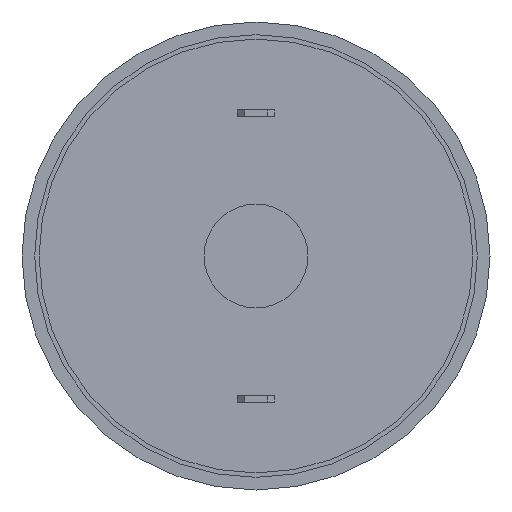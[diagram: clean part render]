
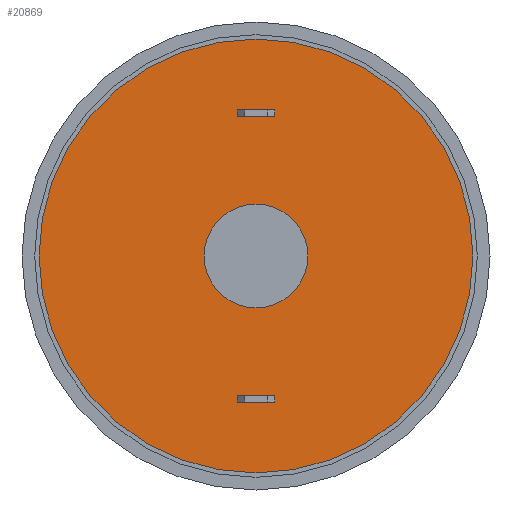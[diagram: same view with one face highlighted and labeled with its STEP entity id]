
A CAD part, front view. The second image highlights one B-rep face of the part: STEP entity #20869.
In plain terms, the highlighted face is planar.
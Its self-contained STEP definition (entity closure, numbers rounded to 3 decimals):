
#20040=CARTESIAN_POINT('',(30.,0.,0.));
#20041=DIRECTION('',(1.,0.,0.));
#20042=DIRECTION('',(0.,0.,-1.));
#20043=AXIS2_PLACEMENT_3D('',#20040,#20041,#20042);
#20045=CARTESIAN_POINT('',(30.,0.,0.));
#20046=DIRECTION('',(-1.,0.,0.));
#20047=DIRECTION('',(0.,0.,-1.));
#20048=AXIS2_PLACEMENT_3D('',#20045,#20046,#20047);
#20050=DIRECTION('',(0.,0.,1.));
#20051=VECTOR('',#20050,0.5);
#20052=CARTESIAN_POINT('',(30.,1.5,-11.55));
#20053=LINE('',#20052,#20051);
#20054=DIRECTION('',(0.,-1.,0.));
#20055=VECTOR('',#20054,3.);
#20056=CARTESIAN_POINT('',(30.,1.5,-11.05));
#20057=LINE('',#20056,#20055);
#20058=DIRECTION('',(0.,0.,-1.));
#20059=VECTOR('',#20058,0.5);
#20060=CARTESIAN_POINT('',(30.,-1.5,-11.05));
#20061=LINE('',#20060,#20059);
#20062=DIRECTION('',(0.,1.,0.));
#20063=VECTOR('',#20062,3.);
#20064=CARTESIAN_POINT('',(30.,-1.5,-11.55));
#20065=LINE('',#20064,#20063);
#20066=DIRECTION('',(0.,-1.,0.));
#20067=VECTOR('',#20066,3.);
#20068=CARTESIAN_POINT('',(30.,1.5,11.55));
#20069=LINE('',#20068,#20067);
#20070=DIRECTION('',(0.,0.,-1.));
#20071=VECTOR('',#20070,0.5);
#20072=CARTESIAN_POINT('',(30.,-1.5,11.55));
#20073=LINE('',#20072,#20071);
#20074=DIRECTION('',(0.,1.,0.));
#20075=VECTOR('',#20074,3.);
#20076=CARTESIAN_POINT('',(30.,-1.5,11.05));
#20077=LINE('',#20076,#20075);
#20078=DIRECTION('',(0.,0.,1.));
#20079=VECTOR('',#20078,0.5);
#20080=CARTESIAN_POINT('',(30.,1.5,11.05));
#20081=LINE('',#20080,#20079);
#20091=CARTESIAN_POINT('',(30.,0.,0.));
#20092=DIRECTION('',(-1.,0.,0.));
#20093=DIRECTION('',(0.,0.,-1.));
#20094=AXIS2_PLACEMENT_3D('',#20091,#20092,#20093);
#20241=CARTESIAN_POINT('',(30.,0.,0.));
#20242=DIRECTION('',(1.,0.,0.));
#20243=DIRECTION('',(0.,0.,-1.));
#20244=AXIS2_PLACEMENT_3D('',#20241,#20242,#20243);
#20619=CARTESIAN_POINT('',(30.,0.,-4.1));
#20621=VERTEX_POINT('',#20619);
#20631=CARTESIAN_POINT('',(30.,0.,4.1));
#20633=VERTEX_POINT('',#20631);
#20642=CARTESIAN_POINT('',(30.,0.,-17.15));
#20643=CARTESIAN_POINT('',(30.,0.,17.15));
#20644=VERTEX_POINT('',#20642);
#20645=VERTEX_POINT('',#20643);
#20646=CARTESIAN_POINT('',(30.,1.5,-11.55));
#20647=CARTESIAN_POINT('',(30.,1.5,-11.05));
#20648=VERTEX_POINT('',#20646);
#20649=VERTEX_POINT('',#20647);
#20650=CARTESIAN_POINT('',(30.,-1.5,-11.05));
#20651=VERTEX_POINT('',#20650);
#20652=CARTESIAN_POINT('',(30.,-1.5,-11.55));
#20653=VERTEX_POINT('',#20652);
#20654=CARTESIAN_POINT('',(30.,1.5,11.55));
#20655=CARTESIAN_POINT('',(30.,-1.5,11.55));
#20656=VERTEX_POINT('',#20654);
#20657=VERTEX_POINT('',#20655);
#20658=CARTESIAN_POINT('',(30.,-1.5,11.05));
#20659=VERTEX_POINT('',#20658);
#20660=CARTESIAN_POINT('',(30.,1.5,11.05));
#20661=VERTEX_POINT('',#20660);
#20834=CARTESIAN_POINT('',(30.,0.,0.));
#20835=DIRECTION('',(1.,0.,0.));
#20836=DIRECTION('',(0.,0.,1.));
#20837=AXIS2_PLACEMENT_3D('',#20834,#20835,#20836);
#20838=PLANE('',#20837);
#20840=ORIENTED_EDGE('',*,*,#20839,.T.);
#20842=ORIENTED_EDGE('',*,*,#20841,.F.);
#20843=EDGE_LOOP('',(#20840,#20842));
#20844=FACE_OUTER_BOUND('',#20843,.F.);
#20845=ORIENTED_EDGE('',*,*,#20829,.T.);
#20846=ORIENTED_EDGE('',*,*,#20813,.F.);
#20847=EDGE_LOOP('',(#20845,#20846));
#20848=FACE_BOUND('',#20847,.F.);
#20850=ORIENTED_EDGE('',*,*,#20849,.T.);
#20852=ORIENTED_EDGE('',*,*,#20851,.T.);
#20854=ORIENTED_EDGE('',*,*,#20853,.T.);
#20856=ORIENTED_EDGE('',*,*,#20855,.T.);
#20857=EDGE_LOOP('',(#20850,#20852,#20854,#20856));
#20858=FACE_BOUND('',#20857,.F.);
#20860=ORIENTED_EDGE('',*,*,#20859,.T.);
#20862=ORIENTED_EDGE('',*,*,#20861,.T.);
#20864=ORIENTED_EDGE('',*,*,#20863,.T.);
#20866=ORIENTED_EDGE('',*,*,#20865,.T.);
#20867=EDGE_LOOP('',(#20860,#20862,#20864,#20866));
#20868=FACE_BOUND('',#20867,.F.);
#20044=CIRCLE('',#20043,4.1);
#20049=CIRCLE('',#20048,4.1);
#20095=CIRCLE('',#20094,17.15);
#20245=CIRCLE('',#20244,17.15);
#20813=EDGE_CURVE('',#20621,#20633,#20049,.T.);
#20829=EDGE_CURVE('',#20621,#20633,#20044,.T.);
#20839=EDGE_CURVE('',#20644,#20645,#20095,.T.);
#20841=EDGE_CURVE('',#20644,#20645,#20245,.T.);
#20849=EDGE_CURVE('',#20648,#20649,#20053,.T.);
#20851=EDGE_CURVE('',#20649,#20651,#20057,.T.);
#20853=EDGE_CURVE('',#20651,#20653,#20061,.T.);
#20855=EDGE_CURVE('',#20653,#20648,#20065,.T.);
#20859=EDGE_CURVE('',#20656,#20657,#20069,.T.);
#20861=EDGE_CURVE('',#20657,#20659,#20073,.T.);
#20863=EDGE_CURVE('',#20659,#20661,#20077,.T.);
#20865=EDGE_CURVE('',#20661,#20656,#20081,.T.);
#20869=ADVANCED_FACE('',(#20844,#20848,#20858,#20868),#20838,.T.);
